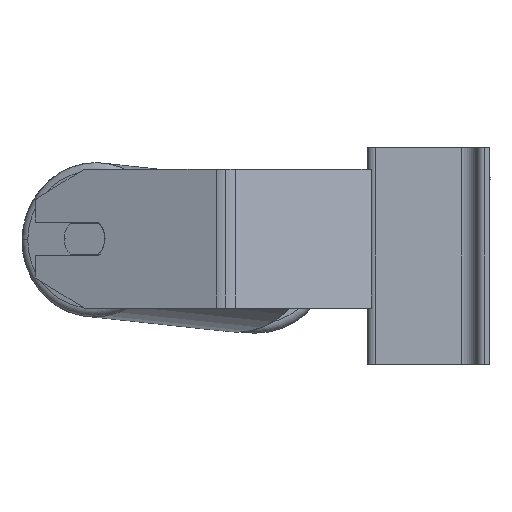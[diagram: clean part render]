
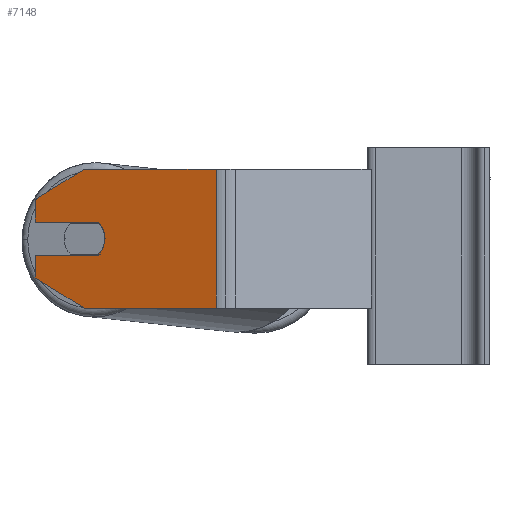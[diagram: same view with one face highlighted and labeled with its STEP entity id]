
A CAD part, left-side view. The second image highlights one B-rep face of the part: STEP entity #7148.
In plain terms, the highlighted planar face has unit normal (-0.94, 0.342, 0).
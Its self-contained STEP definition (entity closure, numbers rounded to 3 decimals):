
#162 = VERTEX_POINT ( 'NONE', #10007 ) ;
#165 = CARTESIAN_POINT ( 'NONE',  ( -413.359, 181.126, 50. ) ) ;
#226 = CARTESIAN_POINT ( 'NONE',  ( -413.359, 181.126, 10. ) ) ;
#655 = VECTOR ( 'NONE', #4261, 1000. ) ;
#703 = LINE ( 'NONE', #6338, #10226 ) ;
#741 = VECTOR ( 'NONE', #3042, 1000. ) ;
#840 = CARTESIAN_POINT ( 'NONE',  ( -413.359, 181.126, -30. ) ) ;
#883 = DIRECTION ( 'NONE',  ( 0., 0., -1. ) ) ;
#973 = CARTESIAN_POINT ( 'NONE',  ( -441.007, 105.165, -30. ) ) ;
#977 = CARTESIAN_POINT ( 'NONE',  ( -403.098, 209.317, 19.5 ) ) ;
#1336 = DIRECTION ( 'NONE',  ( 0.94, -0.342, 0. ) ) ;
#1378 = VERTEX_POINT ( 'NONE', #973 ) ;
#1426 = VERTEX_POINT ( 'NONE', #165 ) ;
#1555 = DIRECTION ( 'NONE',  ( -0.342, -0.94, 0. ) ) ;
#1631 = LINE ( 'NONE', #4208, #9529 ) ;
#1771 = DIRECTION ( 'NONE',  ( 0.342, 0.94, 0. ) ) ;
#1885 = VERTEX_POINT ( 'NONE', #2934 ) ;
#1923 = DIRECTION ( 'NONE',  ( -0.296, -0.814, -0.5 ) ) ;
#2167 = EDGE_CURVE ( 'NONE', #2507, #7238, #5384, .T. ) ;
#2221 = ORIENTED_EDGE ( 'NONE', *, *, #9725, .F. ) ;
#2433 = EDGE_CURVE ( 'NONE', #7238, #162, #6719, .T. ) ;
#2507 = VERTEX_POINT ( 'NONE', #6833 ) ;
#2622 = EDGE_CURVE ( 'NONE', #8683, #8201, #703, .T. ) ;
#2631 = EDGE_CURVE ( 'NONE', #1426, #5698, #8107, .T. ) ;
#2823 = AXIS2_PLACEMENT_3D ( 'NONE', #4494, #1336, #4604 ) ;
#2835 = VECTOR ( 'NONE', #6316, 1000. ) ;
#2843 = VECTOR ( 'NONE', #9619, 1000. ) ;
#2896 = PLANE ( 'NONE',  #2823 ) ;
#2916 = EDGE_CURVE ( 'NONE', #10405, #10364, #3483, .T. ) ;
#2934 = CARTESIAN_POINT ( 'NONE',  ( -441.007, 105.165, 50. ) ) ;
#3042 = DIRECTION ( 'NONE',  ( 0., 0., -1. ) ) ;
#3476 = EDGE_CURVE ( 'NONE', #8683, #10405, #5435, .T. ) ;
#3483 = LINE ( 'NONE', #5141, #4210 ) ;
#3666 = ORIENTED_EDGE ( 'NONE', *, *, #3476, .T. ) ;
#3862 = CARTESIAN_POINT ( 'NONE',  ( -416.138, 173.492, 0.5 ) ) ;
#3901 = LINE ( 'NONE', #9704, #2835 ) ;
#4008 = ORIENTED_EDGE ( 'NONE', *, *, #7704, .T. ) ;
#4051 = ORIENTED_EDGE ( 'NONE', *, *, #2433, .F. ) ;
#4208 = CARTESIAN_POINT ( 'NONE',  ( -403.098, 209.317, 50. ) ) ;
#4210 = VECTOR ( 'NONE', #1923, 1000. ) ;
#4261 = DIRECTION ( 'NONE',  ( -0.342, -0.94, 0. ) ) ;
#4494 = CARTESIAN_POINT ( 'NONE',  ( -403.098, 209.317, 50. ) ) ;
#4604 = DIRECTION ( 'NONE',  ( 0.342, 0.94, 0. ) ) ;
#5056 = CARTESIAN_POINT ( 'NONE',  ( -403.098, 209.317, 50. ) ) ;
#5072 = EDGE_CURVE ( 'NONE', #1426, #1885, #9204, .T. ) ;
#5103 = CARTESIAN_POINT ( 'NONE',  ( -413.359, 181.126, 10. ) ) ;
#5141 = CARTESIAN_POINT ( 'NONE',  ( -413.359, 181.126, -30. ) ) ;
#5344 = CARTESIAN_POINT ( 'NONE',  ( -403.098, 209.317, 0.5 ) ) ;
#5384 = CIRCLE ( 'NONE', #6766, 12.5 ) ;
#5435 = LINE ( 'NONE', #5490, #9198 ) ;
#5477 = CARTESIAN_POINT ( 'NONE',  ( -403.098, 209.317, 32.679 ) ) ;
#5490 = CARTESIAN_POINT ( 'NONE',  ( -403.098, 209.317, 50. ) ) ;
#5656 = LINE ( 'NONE', #10518, #741 ) ;
#5698 = VERTEX_POINT ( 'NONE', #6382 ) ;
#5855 = DIRECTION ( 'NONE',  ( -0.94, 0.342, 0. ) ) ;
#6052 = FACE_OUTER_BOUND ( 'NONE', #9755, .T. ) ;
#6316 = DIRECTION ( 'NONE',  ( -0.342, -0.94, 0. ) ) ;
#6338 = CARTESIAN_POINT ( 'NONE',  ( -403.098, 209.317, 0.5 ) ) ;
#6382 = CARTESIAN_POINT ( 'NONE',  ( -403.098, 209.317, 32.679 ) ) ;
#6515 = EDGE_CURVE ( 'NONE', #1885, #1378, #5656, .T. ) ;
#6719 = LINE ( 'NONE', #977, #8662 ) ;
#6766 = AXIS2_PLACEMENT_3D ( 'NONE', #226, #6790, #9261 ) ;
#6790 = DIRECTION ( 'NONE',  ( -0.94, 0.342, 0. ) ) ;
#6830 = DIRECTION ( 'NONE',  ( -0.342, -0.94, 0. ) ) ;
#6833 = CARTESIAN_POINT ( 'NONE',  ( -417.634, 169.38, 10. ) ) ;
#7148 = ADVANCED_FACE ( 'NONE', ( #6052 ), #2896, .F. ) ;
#7238 = VERTEX_POINT ( 'NONE', #10531 ) ;
#7326 = AXIS2_PLACEMENT_3D ( 'NONE', #5103, #5855, #6830 ) ;
#7442 = ORIENTED_EDGE ( 'NONE', *, *, #2622, .F. ) ;
#7704 = EDGE_CURVE ( 'NONE', #10364, #1378, #3901, .T. ) ;
#8025 = ORIENTED_EDGE ( 'NONE', *, *, #6515, .F. ) ;
#8107 = LINE ( 'NONE', #5477, #2843 ) ;
#8201 = VERTEX_POINT ( 'NONE', #3862 ) ;
#8662 = VECTOR ( 'NONE', #1771, 1000. ) ;
#8683 = VERTEX_POINT ( 'NONE', #5344 ) ;
#8854 = ORIENTED_EDGE ( 'NONE', *, *, #2167, .F. ) ;
#9042 = CIRCLE ( 'NONE', #7326, 12.5 ) ;
#9132 = ORIENTED_EDGE ( 'NONE', *, *, #5072, .F. ) ;
#9198 = VECTOR ( 'NONE', #9686, 1000. ) ;
#9204 = LINE ( 'NONE', #5056, #655 ) ;
#9261 = DIRECTION ( 'NONE',  ( -0.342, -0.94, 0. ) ) ;
#9311 = EDGE_CURVE ( 'NONE', #5698, #162, #1631, .T. ) ;
#9489 = ORIENTED_EDGE ( 'NONE', *, *, #9311, .T. ) ;
#9529 = VECTOR ( 'NONE', #883, 1000. ) ;
#9619 = DIRECTION ( 'NONE',  ( 0.296, 0.814, -0.5 ) ) ;
#9686 = DIRECTION ( 'NONE',  ( 0., 0., -1. ) ) ;
#9704 = CARTESIAN_POINT ( 'NONE',  ( -403.098, 209.317, -30. ) ) ;
#9725 = EDGE_CURVE ( 'NONE', #8201, #2507, #9042, .T. ) ;
#9755 = EDGE_LOOP ( 'NONE', ( #3666, #10186, #4008, #8025, #9132, #10440, #9489, #4051, #8854, #2221, #7442 ) ) ;
#10007 = CARTESIAN_POINT ( 'NONE',  ( -403.098, 209.317, 19.5 ) ) ;
#10132 = CARTESIAN_POINT ( 'NONE',  ( -403.098, 209.317, -12.679 ) ) ;
#10186 = ORIENTED_EDGE ( 'NONE', *, *, #2916, .T. ) ;
#10226 = VECTOR ( 'NONE', #1555, 1000. ) ;
#10364 = VERTEX_POINT ( 'NONE', #840 ) ;
#10405 = VERTEX_POINT ( 'NONE', #10132 ) ;
#10440 = ORIENTED_EDGE ( 'NONE', *, *, #2631, .T. ) ;
#10518 = CARTESIAN_POINT ( 'NONE',  ( -441.007, 105.165, 50. ) ) ;
#10531 = CARTESIAN_POINT ( 'NONE',  ( -416.138, 173.492, 19.5 ) ) ;
